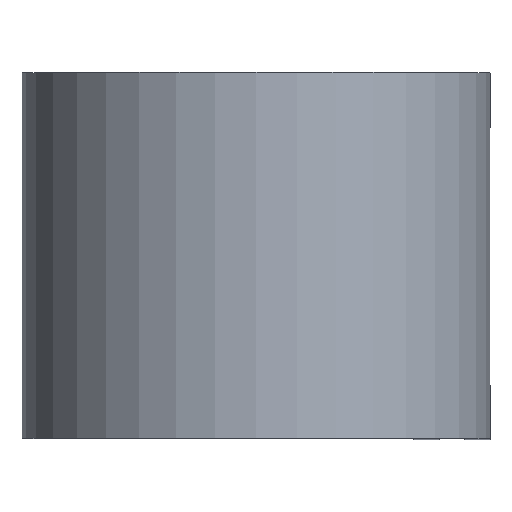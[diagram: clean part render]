
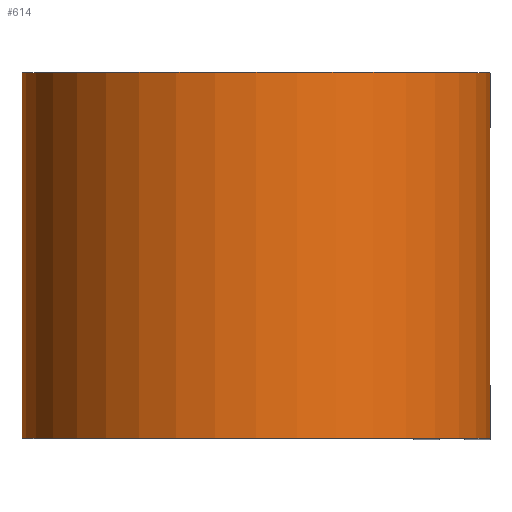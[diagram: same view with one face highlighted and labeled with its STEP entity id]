
A CAD part, top view. The second image highlights one B-rep face of the part: STEP entity #614.
In plain terms, the highlighted cylindrical face has radius 14.224 mm (diameter 28.448 mm), a partial arc.
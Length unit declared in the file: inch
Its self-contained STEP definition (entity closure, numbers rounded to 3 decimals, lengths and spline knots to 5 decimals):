
#1 = DIRECTION ( 'NONE',  ( 0., -1., 0. ) ) ;
#13 = LINE ( 'NONE', #304, #374 ) ;
#88 = LINE ( 'NONE', #255, #263 ) ;
#119 = CARTESIAN_POINT ( 'NONE',  ( 0., 0.4375, 0. ) ) ;
#131 = EDGE_CURVE ( 'NONE', #278, #337, #13, .T. ) ;
#132 = DIRECTION ( 'NONE',  ( 0., -1., 0. ) ) ;
#169 = VERTEX_POINT ( 'NONE', #555 ) ;
#172 = VERTEX_POINT ( 'NONE', #535 ) ;
#187 = DIRECTION ( 'NONE',  ( 1., 0., 0. ) ) ;
#204 = DIRECTION ( 'NONE',  ( 0., 0., -1. ) ) ;
#225 = ORIENTED_EDGE ( 'NONE', *, *, #527, .T. ) ;
#233 = CIRCLE ( 'NONE', #299, 0.56 ) ;
#249 = ORIENTED_EDGE ( 'NONE', *, *, #385, .T. ) ;
#255 = CARTESIAN_POINT ( 'NONE',  ( 0., 0.4375, -0.56 ) ) ;
#263 = VECTOR ( 'NONE', #519, 39.37008 ) ;
#278 = VERTEX_POINT ( 'NONE', #458 ) ;
#293 = CIRCLE ( 'NONE', #435, 0.56 ) ;
#295 = EDGE_LOOP ( 'NONE', ( #249, #533, #431, #225 ) ) ;
#299 = AXIS2_PLACEMENT_3D ( 'NONE', #384, #396, #423 ) ;
#304 = CARTESIAN_POINT ( 'NONE',  ( 0.56, 0.4375, 0. ) ) ;
#331 = FACE_OUTER_BOUND ( 'NONE', #295, .T. ) ;
#337 = VERTEX_POINT ( 'NONE', #390 ) ;
#374 = VECTOR ( 'NONE', #1, 39.37008 ) ;
#384 = CARTESIAN_POINT ( 'NONE',  ( 0., -0.4375, 0. ) ) ;
#385 = EDGE_CURVE ( 'NONE', #172, #337, #233, .T. ) ;
#390 = CARTESIAN_POINT ( 'NONE',  ( 0.56, -0.4375, 0. ) ) ;
#396 = DIRECTION ( 'NONE',  ( 0., 1., 0. ) ) ;
#423 = DIRECTION ( 'NONE',  ( 1., 0., 0. ) ) ;
#427 = CYLINDRICAL_SURFACE ( 'NONE', #534, 0.56 ) ;
#431 = ORIENTED_EDGE ( 'NONE', *, *, #445, .F. ) ;
#435 = AXIS2_PLACEMENT_3D ( 'NONE', #119, #469, #187 ) ;
#442 = CARTESIAN_POINT ( 'NONE',  ( 0., 0.4375, 0. ) ) ;
#445 = EDGE_CURVE ( 'NONE', #169, #278, #293, .T. ) ;
#458 = CARTESIAN_POINT ( 'NONE',  ( 0.56, 0.4375, 0. ) ) ;
#469 = DIRECTION ( 'NONE',  ( 0., 1., 0. ) ) ;
#519 = DIRECTION ( 'NONE',  ( 0., -1., 0. ) ) ;
#527 = EDGE_CURVE ( 'NONE', #169, #172, #88, .T. ) ;
#533 = ORIENTED_EDGE ( 'NONE', *, *, #131, .F. ) ;
#534 = AXIS2_PLACEMENT_3D ( 'NONE', #442, #132, #204 ) ;
#535 = CARTESIAN_POINT ( 'NONE',  ( 0., -0.4375, -0.56 ) ) ;
#555 = CARTESIAN_POINT ( 'NONE',  ( 0., 0.4375, -0.56 ) ) ;
#614 = ADVANCED_FACE ( 'NONE', ( #331 ), #427, .T. ) ;
